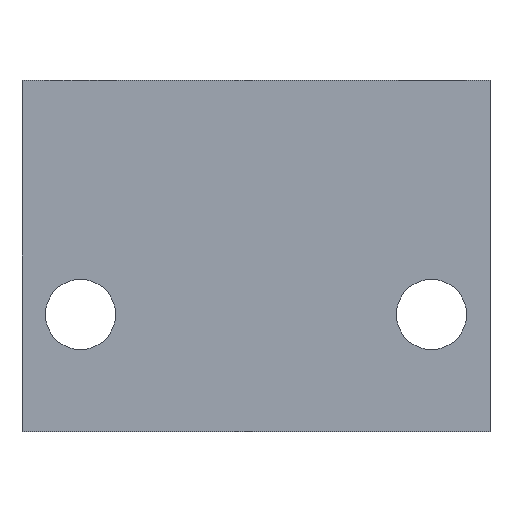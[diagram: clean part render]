
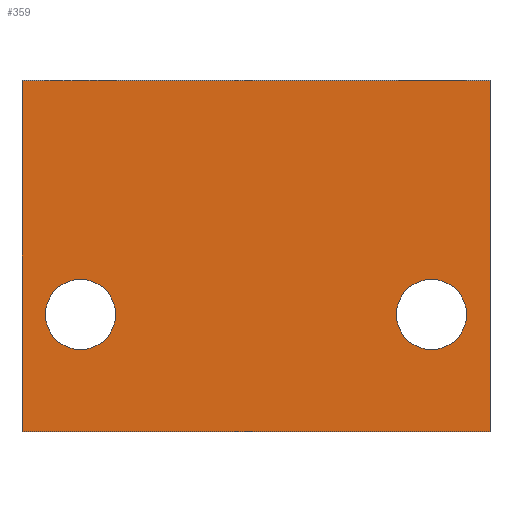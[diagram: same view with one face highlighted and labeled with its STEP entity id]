
A CAD part, front view. The second image highlights one B-rep face of the part: STEP entity #359.
In plain terms, the highlighted planar face has unit normal (0, -1, 0).
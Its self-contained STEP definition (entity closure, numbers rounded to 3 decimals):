
#19=FACE_BOUND('',#78,.T.);
#20=FACE_BOUND('',#79,.T.);
#31=CIRCLE('',#394,4.5);
#33=CIRCLE('',#397,4.5);
#55=FACE_OUTER_BOUND('',#77,.T.);
#77=EDGE_LOOP('',(#303,#304,#305,#306));
#78=EDGE_LOOP('',(#307));
#79=EDGE_LOOP('',(#308));
#115=LINE('',#592,#151);
#116=LINE('',#595,#152);
#117=LINE('',#597,#153);
#118=LINE('',#598,#154);
#151=VECTOR('',#491,10.);
#152=VECTOR('',#494,10.);
#153=VECTOR('',#495,10.);
#154=VECTOR('',#496,10.);
#173=VERTEX_POINT('',#555);
#175=VERTEX_POINT('',#561);
#185=VERTEX_POINT('',#588);
#186=VERTEX_POINT('',#590);
#187=VERTEX_POINT('',#594);
#188=VERTEX_POINT('',#596);
#213=EDGE_CURVE('',#173,#173,#31,.T.);
#216=EDGE_CURVE('',#175,#175,#33,.T.);
#231=EDGE_CURVE('',#185,#186,#115,.T.);
#232=EDGE_CURVE('',#187,#185,#116,.T.);
#233=EDGE_CURVE('',#188,#186,#117,.T.);
#234=EDGE_CURVE('',#187,#188,#118,.T.);
#303=ORIENTED_EDGE('',*,*,#232,.T.);
#304=ORIENTED_EDGE('',*,*,#231,.T.);
#305=ORIENTED_EDGE('',*,*,#233,.F.);
#306=ORIENTED_EDGE('',*,*,#234,.F.);
#307=ORIENTED_EDGE('',*,*,#213,.T.);
#308=ORIENTED_EDGE('',*,*,#216,.T.);
#341=PLANE('',#403);
#359=ADVANCED_FACE('',(#55,#19,#20),#341,.T.);
#394=AXIS2_PLACEMENT_3D('',#556,#459,#460);
#397=AXIS2_PLACEMENT_3D('',#562,#466,#467);
#403=AXIS2_PLACEMENT_3D('',#593,#492,#493);
#459=DIRECTION('center_axis',(0.,1.,0.));
#460=DIRECTION('ref_axis',(-1.,0.,0.));
#466=DIRECTION('center_axis',(0.,1.,0.));
#467=DIRECTION('ref_axis',(-1.,0.,0.));
#491=DIRECTION('',(1.,0.,0.));
#492=DIRECTION('center_axis',(0.,-1.,0.));
#493=DIRECTION('ref_axis',(0.,0.,-1.));
#494=DIRECTION('',(0.,0.,-1.));
#495=DIRECTION('',(0.,0.,-1.));
#496=DIRECTION('',(1.,0.,0.));
#555=CARTESIAN_POINT('',(27.,0.,-20.));
#556=CARTESIAN_POINT('Origin',(22.5,0.,-20.));
#561=CARTESIAN_POINT('',(-18.,0.,-20.));
#562=CARTESIAN_POINT('Origin',(-22.5,0.,-20.));
#588=CARTESIAN_POINT('',(-30.,0.,-35.));
#590=CARTESIAN_POINT('',(30.,0.,-35.));
#592=CARTESIAN_POINT('',(-30.,0.,-35.));
#593=CARTESIAN_POINT('Origin',(-30.,0.,10.));
#594=CARTESIAN_POINT('',(-30.,0.,10.));
#595=CARTESIAN_POINT('',(-30.,0.,10.));
#596=CARTESIAN_POINT('',(30.,0.,10.));
#597=CARTESIAN_POINT('',(30.,0.,10.));
#598=CARTESIAN_POINT('',(-30.,0.,10.));
